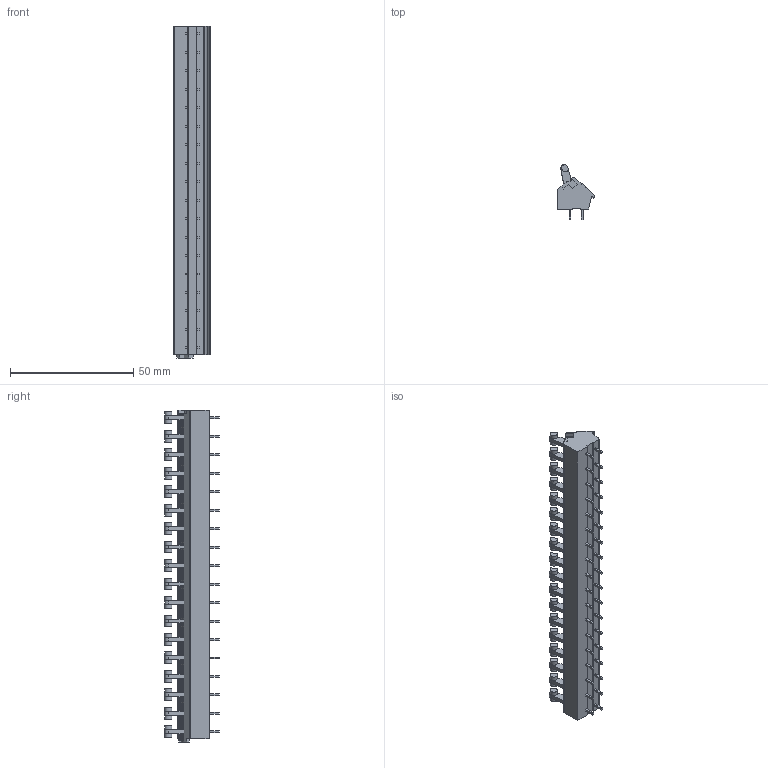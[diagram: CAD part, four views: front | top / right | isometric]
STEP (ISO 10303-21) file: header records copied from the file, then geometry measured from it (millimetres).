
FILE_DESCRIPTION((''),'2;1');
FILE_NAME('123','2024-10-15T10:34:45',('tluser'),(''),'CREO PARAMETRIC BY PTC INC, 2018100','CREO PARAMETRIC BY PTC INC, 2018100','');
FILE_SCHEMA(('CONFIG_CONTROL_DESIGN'));
Products named in the file (1): 123
Bounding box: 15 x 22.27 x 134.8 mm (x, y, z)
Volume: 18407.7 mm3; surface area: 9921 mm2
Topology: 1 solids, 1 shells, 1362 faces, 3396 edges, 2090 vertices
Faces by surface type: plane 609, cylinder 573, bspline 90, sphere 36, torus 36, cone 18
Entity records: 50282 total; most frequent: CARTESIAN_POINT 18206, ORIENTED_EDGE 6792, DIRECTION 6546, EDGE_CURVE 3396, AXIS2_PLACEMENT_3D 2202, VECTOR 2142, LINE 2142, VERTEX_POINT 2090
